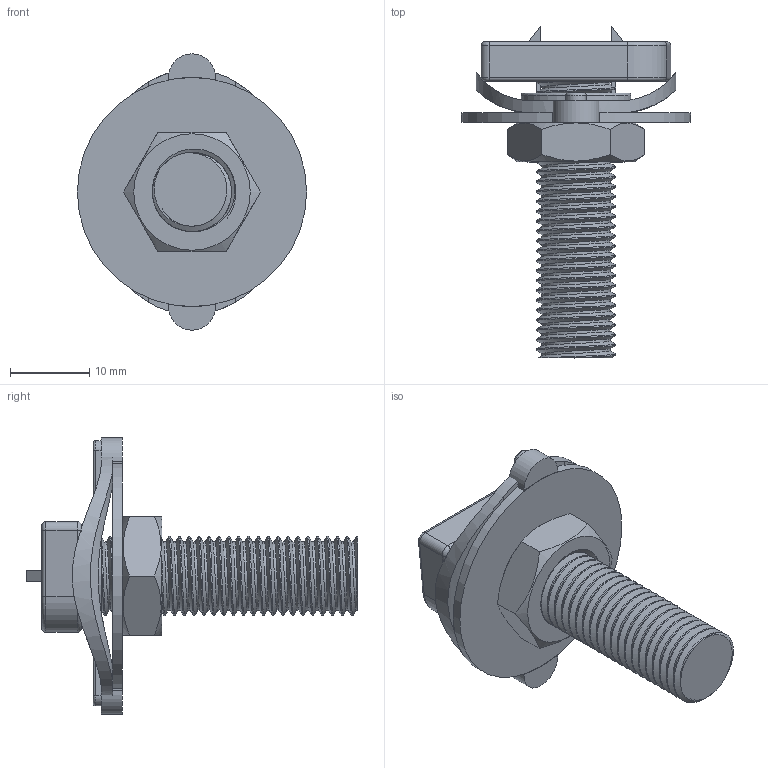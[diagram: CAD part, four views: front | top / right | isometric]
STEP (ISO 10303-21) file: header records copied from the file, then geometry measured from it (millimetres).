
FILE_DESCRIPTION (( 'STEP AP203' ), '1' );
FILE_NAME ('3D-R6460_M10x80_173482680.STEP', '2024-08-29T07:56:29', ( '' ), ( '' ), 'SwSTEP 2.0', 'SolidWorks 2024', '' );
FILE_SCHEMA (( 'CONFIG_CONTROL_DESIGN' ));
Length unit declared in the file: millimetre
Products named in the file (1): 3D-R6460_M10x80_173482680
Bounding box: 29 x 42 x 34.96 mm (x, y, z)
Volume: 5405.2 mm3; surface area: 6145.8 mm2
Topology: 7 solids, 7 shells, 215 faces, 612 edges, 396 vertices
Faces by surface type: cylinder 125, plane 58, torus 15, bspline 13, cone 4
Entity records: 20774 total; most frequent: CARTESIAN_POINT 15762, ORIENTED_EDGE 1224, DIRECTION 816, EDGE_CURVE 612, VERTEX_POINT 396, AXIS2_PLACEMENT_3D 293, VECTOR 230, LINE 230
